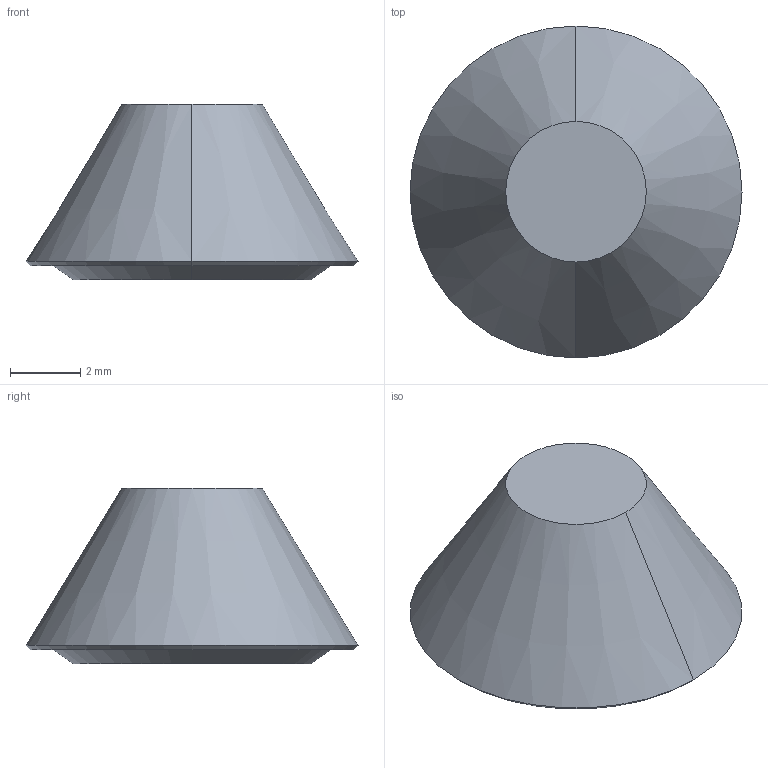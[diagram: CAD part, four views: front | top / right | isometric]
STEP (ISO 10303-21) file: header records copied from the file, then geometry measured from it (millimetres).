
FILE_DESCRIPTION(('FreeCAD Model'),'2;1');
FILE_NAME('Open CASCADE Shape Model','2024-12-02T16:36:06',('Author'),( ''),'Open CASCADE STEP processor 7.6','FreeCAD','Unknown');
FILE_SCHEMA(('AUTOMOTIVE_DESIGN { 1 0 10303 214 1 1 1 1 }'));
Length unit declared in the file: millimetre
Products named in the file (1): Cut
Bounding box: 9.45 x 9.45 x 5 mm (x, y, z)
Volume: 185.1 mm3; surface area: 218.4 mm2
Topology: 1 solids, 1 shells, 37 faces, 97 edges, 64 vertices
Faces by surface type: extrusion 25, cone 6, plane 6
Entity records: 3284 total; most frequent: CARTESIAN_POINT 1342, DIRECTION 219, ORIENTED_EDGE 194, PCURVE 194, DEFINITIONAL_REPRESENTATION 194, VECTOR 169, B_SPLINE_CURVE_WITH_KNOTS 154, LINE 144
